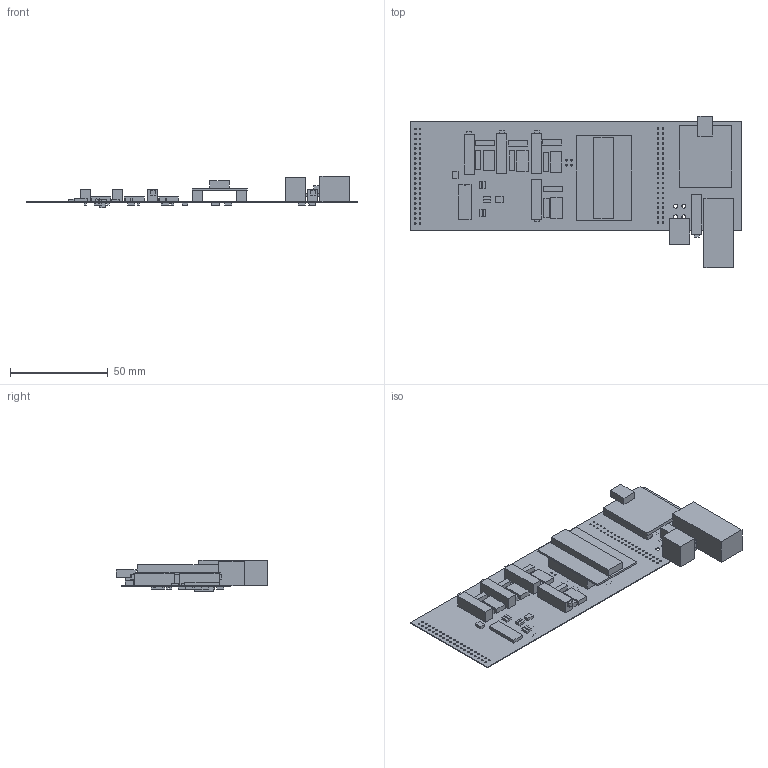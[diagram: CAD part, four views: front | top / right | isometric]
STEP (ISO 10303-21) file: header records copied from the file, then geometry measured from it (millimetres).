
FILE_DESCRIPTION(('Open CASCADE Model'),'2;1');
FILE_NAME('Open CASCADE Shape Model','2020-08-24T15:56:07',('Author'),( 'Open CASCADE'),'Open CASCADE STEP processor 6.8','Open CASCADE 6.8' ,'Unknown');
FILE_SCHEMA(('AUTOMOTIVE_DESIGN { 1 0 10303 214 1 1 1 1 }'));
Length unit declared in the file: millimetre
Products named in the file (96): PCB; Board; Open CASCADE STEP translator 6.8 1.1.1; C29; 5049419392; Extruded; C28; X1; 6349546384; D7; 6407790144; 6407789664; 6407789424; R10; 6475451344; 6475451104; R1; 6350433040; R5; R6; R2; R3; R14; R9; R8; R13; R11; R7; R12; P2; 6782300816; DD5; 6740653648; DD4; 6741551728; DD1; DD6; DD2; DD3; D3 ...
Assembly tree (145 placements, depth 4):
  PCB
    Board
      Open CASCADE STEP translator 6.8 1.1.1
    C29
      5049419392
        Extruded
    C28
      5049419392
        Extruded
    X1
      6349546384
        Extruded
    D7
      6407790144  x2
        Extruded
      6407789664
        Extruded
      6407789424
        Extruded
    R10
      6475451344
        Extruded
      6475451104
        Extruded
    R1
      6350433040
        Extruded
    R5
      6350433040
        Extruded
    R6
      6475451104
        Extruded
      6475451344
        Extruded
    R2
      5049419392
        Extruded
    R3
      6350433040
        Extruded
    R14
      5049419392
        Extruded
    R9
      6475451344
        Extruded
      6475451104
        Extruded
    R8
      6475451104
        Extruded
      6475451344
        Extruded
    R13
      5049419392
        Extruded
    R11
      5049419392
        Extruded
Bounding box: 169.88 x 77.35 x 15.91 mm (x, y, z)
Volume: 24505.6 mm3; surface area: 36445.8 mm2
Topology: 69 solids, 69 shells, 637 faces, 1497 edges, 998 vertices
Faces by surface type: plane 434, cylinder 203
Full cylindrical faces by diameter (mm): 0.9 x197, 2 x6
Entity records: 13745 total; most frequent: DIRECTION 2269, CARTESIAN_POINT 1978, ORIENTED_EDGE 1794, EDGE_CURVE 897, AXIS2_PLACEMENT_3D 889, FACE_BOUND 743, EDGE_LOOP 743, VERTEX_POINT 598
